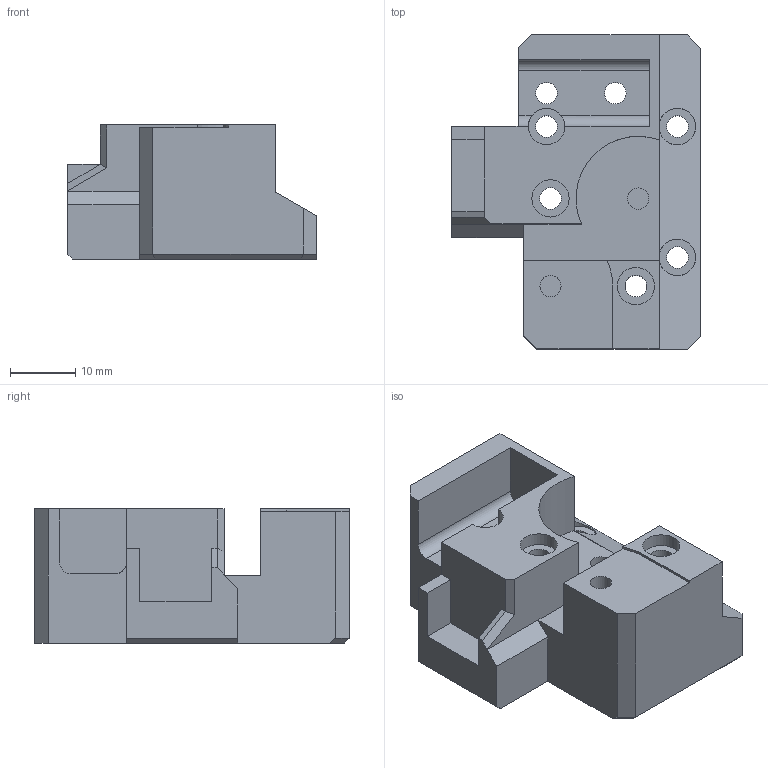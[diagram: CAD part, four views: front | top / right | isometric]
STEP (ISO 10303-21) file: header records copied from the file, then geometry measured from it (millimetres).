
FILE_DESCRIPTION(/* description */ (''),/* implementation_level */ '2;1');
FILE_NAME(/* name */ 'y-carriage-right-base_R.stp',/* time_stamp */ '2024-01-30T16:59:44+01:00',/* author */ ('Mikuláček'),/* organization */ (''),/* preprocessor_version */ 'ST-DEVELOPER v19.2',/* originating_system */ 'Autodesk Inventor 2023',/* authorisation */ '');
FILE_SCHEMA (('AUTOMOTIVE_DESIGN { 1 0 10303 214 3 1 1 }'));
Length unit declared in the file: millimetre
Products named in the file (1): y-carriage-right-base
Bounding box: 38 x 48 x 20.5 mm (x, y, z)
Volume: 19337.8 mm3; surface area: 8087.1 mm2
Topology: 1 solids, 1 shells, 282 faces, 775 edges, 507 vertices
Faces by surface type: plane 198, cylinder 43, bspline 41
Full cylindrical faces by diameter (mm): 3.25 x2, 3.3 x7, 5.6 x3, 5.7 x2
Entity records: 9211 total; most frequent: CARTESIAN_POINT 2124, ORIENTED_EDGE 1550, DIRECTION 1320, EDGE_CURVE 775, LINE 546, VECTOR 546, VERTEX_POINT 507, AXIS2_PLACEMENT_3D 387
